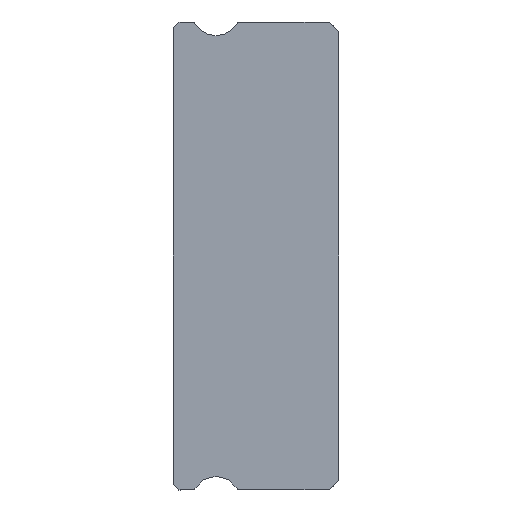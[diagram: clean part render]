
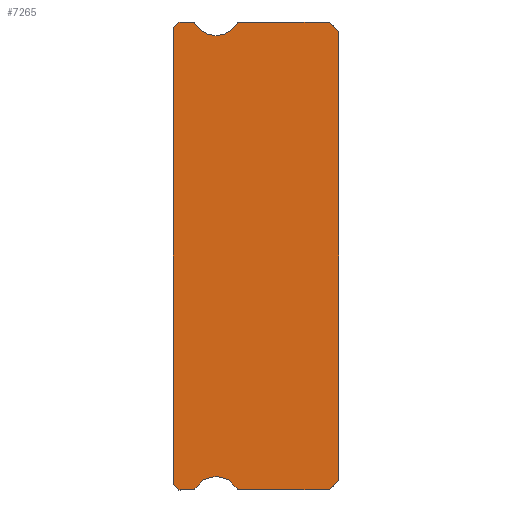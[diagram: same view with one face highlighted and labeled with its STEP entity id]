
A CAD part, left-side view. The second image highlights one B-rep face of the part: STEP entity #7265.
In plain terms, the highlighted planar face has unit normal (-1, 0, 0).
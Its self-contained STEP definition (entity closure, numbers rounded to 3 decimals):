
#91 = AXIS2_PLACEMENT_3D ( 'NONE', #191, #5595, #8368 ) ;
#118 = AXIS2_PLACEMENT_3D ( 'NONE', #7147, #6351, #3043 ) ;
#134 = EDGE_CURVE ( 'NONE', #1955, #6104, #8246, .T. ) ;
#141 = CARTESIAN_POINT ( 'NONE',  ( -15., 0., -11.5 ) ) ;
#191 = CARTESIAN_POINT ( 'NONE',  ( -15., 6.3, -12.55 ) ) ;
#341 = CARTESIAN_POINT ( 'NONE',  ( -15., 5.088, 12. ) ) ;
#373 = CARTESIAN_POINT ( 'NONE',  ( -15., 7.512, 11.85 ) ) ;
#393 = PLANE ( 'NONE',  #4044 ) ;
#457 = DIRECTION ( 'NONE',  ( 0., 0., 1. ) ) ;
#634 = DIRECTION ( 'NONE',  ( 1., 0., 0. ) ) ;
#900 = DIRECTION ( 'NONE',  ( 0., 1., 0. ) ) ;
#1087 = DIRECTION ( 'NONE',  ( 0., 0.707, -0.707 ) ) ;
#1124 = CARTESIAN_POINT ( 'NONE',  ( -15., 7.512, -12. ) ) ;
#1262 = DIRECTION ( 'NONE',  ( 0., 0., -1. ) ) ;
#1358 = CIRCLE ( 'NONE', #91, 1.25 ) ;
#1363 = CARTESIAN_POINT ( 'NONE',  ( -15., 7.512, -12. ) ) ;
#1505 = EDGE_CURVE ( 'NONE', #4037, #2071, #3294, .T. ) ;
#1631 = ORIENTED_EDGE ( 'NONE', *, *, #6940, .T. ) ;
#1679 = ORIENTED_EDGE ( 'NONE', *, *, #134, .F. ) ;
#1737 = AXIS2_PLACEMENT_3D ( 'NONE', #4661, #634, #4089 ) ;
#1955 = VERTEX_POINT ( 'NONE', #6153 ) ;
#2049 = ORIENTED_EDGE ( 'NONE', *, *, #2587, .F. ) ;
#2071 = VERTEX_POINT ( 'NONE', #341 ) ;
#2166 = ORIENTED_EDGE ( 'NONE', *, *, #5562, .F. ) ;
#2176 = EDGE_CURVE ( 'NONE', #3267, #3962, #8523, .T. ) ;
#2208 = LINE ( 'NONE', #141, #3323 ) ;
#2215 = ORIENTED_EDGE ( 'NONE', *, *, #2176, .F. ) ;
#2228 = VECTOR ( 'NONE', #6517, 1000. ) ;
#2251 = VERTEX_POINT ( 'NONE', #1363 ) ;
#2284 = ORIENTED_EDGE ( 'NONE', *, *, #6287, .T. ) ;
#2367 = VERTEX_POINT ( 'NONE', #4109 ) ;
#2404 = DIRECTION ( 'NONE',  ( 1., 0., 0. ) ) ;
#2447 = VECTOR ( 'NONE', #5866, 1000. ) ;
#2460 = CARTESIAN_POINT ( 'NONE',  ( -15., 8.5, 11.85 ) ) ;
#2581 = EDGE_LOOP ( 'NONE', ( #2215, #2284, #5258, #2049, #2166, #5356, #6562, #6185, #8489, #7740, #4184, #7711, #3607, #5247, #1679, #1631, #2830 ) ) ;
#2587 = EDGE_CURVE ( 'NONE', #4905, #2251, #7541, .T. ) ;
#2647 = CARTESIAN_POINT ( 'NONE',  ( -15., 6.3, 12.55 ) ) ;
#2660 = CARTESIAN_POINT ( 'NONE',  ( -15., 0.5, -12. ) ) ;
#2725 = CARTESIAN_POINT ( 'NONE',  ( -15., 8.2, -12. ) ) ;
#2809 = CIRCLE ( 'NONE', #118, 0.15 ) ;
#2830 = ORIENTED_EDGE ( 'NONE', *, *, #4515, .T. ) ;
#2848 = CARTESIAN_POINT ( 'NONE',  ( -15., 8.5, 11.7 ) ) ;
#2928 = DIRECTION ( 'NONE',  ( 0., 0.707, -0.707 ) ) ;
#2972 = LINE ( 'NONE', #5667, #8764 ) ;
#3040 = LINE ( 'NONE', #5151, #6702 ) ;
#3043 = DIRECTION ( 'NONE',  ( 0., 0., -1. ) ) ;
#3083 = CARTESIAN_POINT ( 'NONE',  ( -15., 7.383, -11.925 ) ) ;
#3256 = LINE ( 'NONE', #5947, #5307 ) ;
#3267 = VERTEX_POINT ( 'NONE', #7486 ) ;
#3294 = CIRCLE ( 'NONE', #4990, 0.15 ) ;
#3303 = DIRECTION ( 'NONE',  ( 0., -0.707, -0.707 ) ) ;
#3323 = VECTOR ( 'NONE', #2928, 1000. ) ;
#3334 = AXIS2_PLACEMENT_3D ( 'NONE', #2647, #5857, #1262 ) ;
#3512 = CARTESIAN_POINT ( 'NONE',  ( -15., 5.217, -11.925 ) ) ;
#3607 = ORIENTED_EDGE ( 'NONE', *, *, #6275, .F. ) ;
#3684 = DIRECTION ( 'NONE',  ( 1., 0., 0. ) ) ;
#3839 = LINE ( 'NONE', #1124, #2228 ) ;
#3962 = VERTEX_POINT ( 'NONE', #2848 ) ;
#4037 = VERTEX_POINT ( 'NONE', #4225 ) ;
#4044 = AXIS2_PLACEMENT_3D ( 'NONE', #7810, #3684, #5788 ) ;
#4089 = DIRECTION ( 'NONE',  ( 0., 0., -1. ) ) ;
#4098 = VECTOR ( 'NONE', #1087, 1000. ) ;
#4109 = CARTESIAN_POINT ( 'NONE',  ( -15., 5.088, -12. ) ) ;
#4184 = ORIENTED_EDGE ( 'NONE', *, *, #7489, .F. ) ;
#4214 = VERTEX_POINT ( 'NONE', #4355 ) ;
#4225 = CARTESIAN_POINT ( 'NONE',  ( -15., 5.217, 11.925 ) ) ;
#4230 = CARTESIAN_POINT ( 'NONE',  ( -15., 8.2, 12. ) ) ;
#4298 = DIRECTION ( 'NONE',  ( 1., 0., 0. ) ) ;
#4355 = CARTESIAN_POINT ( 'NONE',  ( -15., 6.3, 11.3 ) ) ;
#4379 = LINE ( 'NONE', #5868, #4098 ) ;
#4515 = EDGE_CURVE ( 'NONE', #7357, #3962, #4379, .T. ) ;
#4577 = CARTESIAN_POINT ( 'NONE',  ( -15., 0.5, 12. ) ) ;
#4599 = VERTEX_POINT ( 'NONE', #2660 ) ;
#4661 = CARTESIAN_POINT ( 'NONE',  ( -15., 7.512, -11.85 ) ) ;
#4676 = EDGE_CURVE ( 'NONE', #8398, #2251, #8088, .T. ) ;
#4741 = AXIS2_PLACEMENT_3D ( 'NONE', #6984, #7644, #5576 ) ;
#4810 = EDGE_CURVE ( 'NONE', #2367, #5847, #2809, .T. ) ;
#4905 = VERTEX_POINT ( 'NONE', #3083 ) ;
#4910 = DIRECTION ( 'NONE',  ( 0., -1., 0. ) ) ;
#4919 = DIRECTION ( 'NONE',  ( 0., 0., -1. ) ) ;
#4944 = EDGE_CURVE ( 'NONE', #4599, #2367, #3839, .T. ) ;
#4990 = AXIS2_PLACEMENT_3D ( 'NONE', #7570, #4298, #4919 ) ;
#5151 = CARTESIAN_POINT ( 'NONE',  ( -15., 0.5, 12. ) ) ;
#5247 = ORIENTED_EDGE ( 'NONE', *, *, #5973, .F. ) ;
#5258 = ORIENTED_EDGE ( 'NONE', *, *, #4676, .T. ) ;
#5307 = VECTOR ( 'NONE', #3303, 1000. ) ;
#5345 = VERTEX_POINT ( 'NONE', #4577 ) ;
#5356 = ORIENTED_EDGE ( 'NONE', *, *, #4810, .F. ) ;
#5407 = CARTESIAN_POINT ( 'NONE',  ( -15., 8.2, 12. ) ) ;
#5562 = EDGE_CURVE ( 'NONE', #5847, #4905, #1358, .T. ) ;
#5576 = DIRECTION ( 'NONE',  ( 0., 0., -1. ) ) ;
#5595 = DIRECTION ( 'NONE',  ( -1., 0., 0. ) ) ;
#5667 = CARTESIAN_POINT ( 'NONE',  ( -15., 7.512, 12. ) ) ;
#5712 = DIRECTION ( 'NONE',  ( 0., -1., 0. ) ) ;
#5788 = DIRECTION ( 'NONE',  ( 0., 0., -1. ) ) ;
#5810 = LINE ( 'NONE', #8596, #7001 ) ;
#5847 = VERTEX_POINT ( 'NONE', #3512 ) ;
#5857 = DIRECTION ( 'NONE',  ( -1., 0., 0. ) ) ;
#5866 = DIRECTION ( 'NONE',  ( 0., 0., 1. ) ) ;
#5868 = CARTESIAN_POINT ( 'NONE',  ( -15., 8.5, 11.7 ) ) ;
#5947 = CARTESIAN_POINT ( 'NONE',  ( -15., 8.2, -12. ) ) ;
#5959 = CARTESIAN_POINT ( 'NONE',  ( -15., 7.512, -12. ) ) ;
#5973 = EDGE_CURVE ( 'NONE', #6104, #4214, #7822, .T. ) ;
#6010 = CIRCLE ( 'NONE', #3334, 1.25 ) ;
#6032 = EDGE_CURVE ( 'NONE', #8194, #4599, #2208, .T. ) ;
#6104 = VERTEX_POINT ( 'NONE', #8748 ) ;
#6121 = CARTESIAN_POINT ( 'NONE',  ( -15., 0., -11.5 ) ) ;
#6153 = CARTESIAN_POINT ( 'NONE',  ( -15., 7.512, 12. ) ) ;
#6185 = ORIENTED_EDGE ( 'NONE', *, *, #6032, .F. ) ;
#6275 = EDGE_CURVE ( 'NONE', #4214, #4037, #6010, .T. ) ;
#6287 = EDGE_CURVE ( 'NONE', #3267, #8398, #3256, .T. ) ;
#6351 = DIRECTION ( 'NONE',  ( 1., 0., 0. ) ) ;
#6372 = VERTEX_POINT ( 'NONE', #6820 ) ;
#6449 = FACE_OUTER_BOUND ( 'NONE', #2581, .T. ) ;
#6517 = DIRECTION ( 'NONE',  ( 0., 1., 0. ) ) ;
#6562 = ORIENTED_EDGE ( 'NONE', *, *, #4944, .F. ) ;
#6702 = VECTOR ( 'NONE', #8268, 1000. ) ;
#6820 = CARTESIAN_POINT ( 'NONE',  ( -15., 0., 11.5 ) ) ;
#6825 = EDGE_CURVE ( 'NONE', #5345, #6372, #3040, .T. ) ;
#6940 = EDGE_CURVE ( 'NONE', #1955, #7357, #7659, .T. ) ;
#6984 = CARTESIAN_POINT ( 'NONE',  ( -15., 6.3, 12.55 ) ) ;
#7001 = VECTOR ( 'NONE', #457, 1000. ) ;
#7147 = CARTESIAN_POINT ( 'NONE',  ( -15., 5.088, -11.85 ) ) ;
#7265 = ADVANCED_FACE ( 'NONE', ( #6449 ), #393, .F. ) ;
#7276 = VECTOR ( 'NONE', #900, 1000. ) ;
#7357 = VERTEX_POINT ( 'NONE', #5407 ) ;
#7486 = CARTESIAN_POINT ( 'NONE',  ( -15., 8.5, -11.7 ) ) ;
#7489 = EDGE_CURVE ( 'NONE', #2071, #5345, #2972, .T. ) ;
#7541 = CIRCLE ( 'NONE', #1737, 0.15 ) ;
#7570 = CARTESIAN_POINT ( 'NONE',  ( -15., 5.088, 11.85 ) ) ;
#7644 = DIRECTION ( 'NONE',  ( -1., 0., 0. ) ) ;
#7659 = LINE ( 'NONE', #4230, #7276 ) ;
#7711 = ORIENTED_EDGE ( 'NONE', *, *, #1505, .F. ) ;
#7740 = ORIENTED_EDGE ( 'NONE', *, *, #6825, .F. ) ;
#7808 = AXIS2_PLACEMENT_3D ( 'NONE', #373, #2404, #8372 ) ;
#7810 = CARTESIAN_POINT ( 'NONE',  ( -15., 7.512, 11.85 ) ) ;
#7822 = CIRCLE ( 'NONE', #4741, 1.25 ) ;
#8019 = VECTOR ( 'NONE', #4910, 1000. ) ;
#8088 = LINE ( 'NONE', #5959, #8019 ) ;
#8194 = VERTEX_POINT ( 'NONE', #6121 ) ;
#8246 = CIRCLE ( 'NONE', #7808, 0.15 ) ;
#8268 = DIRECTION ( 'NONE',  ( 0., -0.707, -0.707 ) ) ;
#8368 = DIRECTION ( 'NONE',  ( 0., 0., -1. ) ) ;
#8372 = DIRECTION ( 'NONE',  ( 0., 0., -1. ) ) ;
#8398 = VERTEX_POINT ( 'NONE', #2725 ) ;
#8489 = ORIENTED_EDGE ( 'NONE', *, *, #8740, .T. ) ;
#8523 = LINE ( 'NONE', #2460, #2447 ) ;
#8596 = CARTESIAN_POINT ( 'NONE',  ( -15., 0., 11.5 ) ) ;
#8740 = EDGE_CURVE ( 'NONE', #8194, #6372, #5810, .T. ) ;
#8748 = CARTESIAN_POINT ( 'NONE',  ( -15., 7.383, 11.925 ) ) ;
#8764 = VECTOR ( 'NONE', #5712, 1000. ) ;
